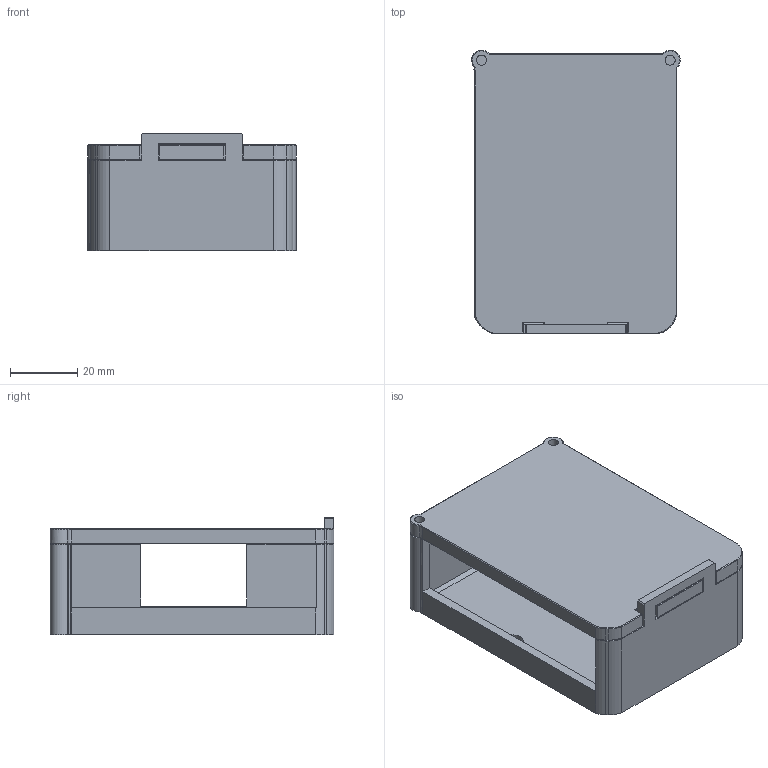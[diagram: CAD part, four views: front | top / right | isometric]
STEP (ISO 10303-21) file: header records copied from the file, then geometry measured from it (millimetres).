
FILE_DESCRIPTION(('HOOPS Exchange Step'),'2;1');
FILE_NAME('temp_export','2024-07-15T23:22:05+02:00',('sebastianfleps'),('Shapr3D Limited'),'HOOPS Exchange 2024.2','Shapr3D','Authorized');
FILE_SCHEMA( ('AUTOMOTIVE_DESIGN { 1 0 10303 214 1 1 1 1 }') );
Length unit declared in the file: millimetre
Products named in the file (1): root
Bounding box: 61.96 x 84.21 x 34.88 mm (x, y, z)
Volume: 48740.1 mm3; surface area: 31998.6 mm2
Topology: 2 solids, 2 shells, 144 faces, 365 edges, 227 vertices
Faces by surface type: plane 97, cylinder 29, cone 14, bspline 4
Full cylindrical faces by diameter (mm): 3 x8, 6.5 x4
Entity records: 4546 total; most frequent: CARTESIAN_POINT 1023, ORIENTED_EDGE 730, DIRECTION 716, EDGE_CURVE 365, VECTOR 248, LINE 248, AXIS2_PLACEMENT_3D 234, VERTEX_POINT 227
